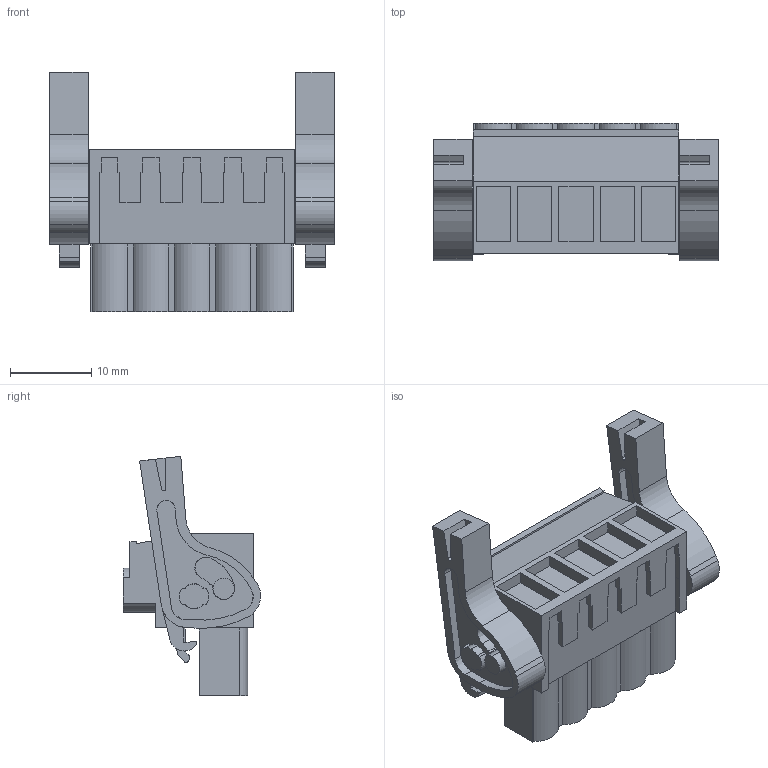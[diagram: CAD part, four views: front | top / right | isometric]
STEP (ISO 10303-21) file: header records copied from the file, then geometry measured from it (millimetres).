
FILE_DESCRIPTION(('CATIA V5 STEP','CAx-IF Rec.Pracs.--- Model Styling and Organization---1.2---2011-12-15'),'2;1');
FILE_NAME ('D1459999_0_1945090000_1945090000.stp','2017-05-23T06:51:04+00:00',('none'),('Weidmueller'),'CATIA Version 5-6 Release 2014','CATIA V5 STEP AP214','none');
FILE_SCHEMA(('AUTOMOTIVE_DESIGN { 1 0 10303 214 1 1 1 1 }'));
Length unit declared in the file: millimetre
Products named in the file (1): 1945090000
Bounding box: 35.1 x 16.91 x 29.52 mm (x, y, z)
Volume: 5920.6 mm3; surface area: 5032.2 mm2
Topology: 8 solids, 8 shells, 498 faces, 1379 edges, 928 vertices
Faces by surface type: plane 379, cylinder 79, extrusion 40
Entity records: 16163 total; most frequent: CARTESIAN_POINT 3998, ORIENTED_EDGE 2758, DIRECTION 2003, EDGE_CURVE 1379, VECTOR 1149, LINE 1109, VERTEX_POINT 928, EDGE_LOOP 537
